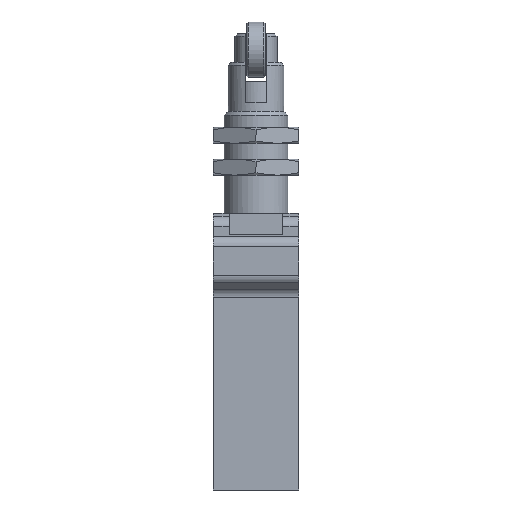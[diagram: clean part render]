
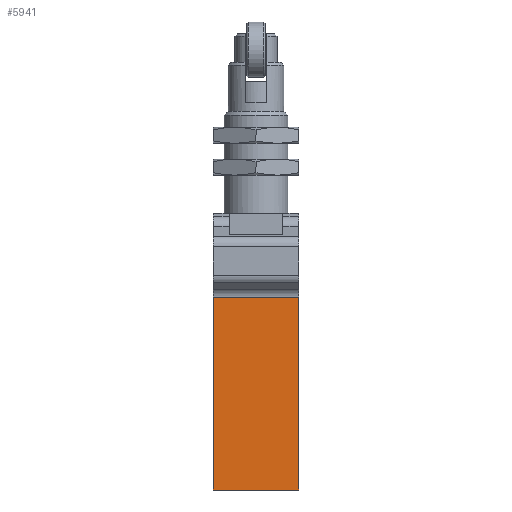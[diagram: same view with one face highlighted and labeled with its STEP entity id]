
A CAD part, left-side view. The second image highlights one B-rep face of the part: STEP entity #5941.
In plain terms, the highlighted planar face has unit normal (-1, 0, 0).
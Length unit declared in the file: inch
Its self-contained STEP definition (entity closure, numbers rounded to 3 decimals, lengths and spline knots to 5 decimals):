
#344 = DIRECTION ( 'NONE',  ( 0., -1., 0. ) ) ;
#492 = EDGE_CURVE ( 'NONE', #2647, #4012, #8590, .T. ) ;
#716 = VERTEX_POINT ( 'NONE', #3224 ) ;
#928 = DIRECTION ( 'NONE',  ( 0., 0., -1. ) ) ;
#1029 = VECTOR ( 'NONE', #344, 39.37008 ) ;
#1076 = ORIENTED_EDGE ( 'NONE', *, *, #5297, .T. ) ;
#2078 = ORIENTED_EDGE ( 'NONE', *, *, #492, .T. ) ;
#2173 = ORIENTED_EDGE ( 'NONE', *, *, #3848, .T. ) ;
#2260 = EDGE_LOOP ( 'NONE', ( #2078, #1076, #2173, #8985 ) ) ;
#2528 = AXIS2_PLACEMENT_3D ( 'NONE', #6421, #6369, #8608 ) ;
#2647 = VERTEX_POINT ( 'NONE', #6929 ) ;
#2996 = LINE ( 'NONE', #8260, #4928 ) ;
#3224 = CARTESIAN_POINT ( 'NONE',  ( -0.59055, 0., -0.26687 ) ) ;
#3771 = DIRECTION ( 'NONE',  ( 0., 1., 0. ) ) ;
#3848 = EDGE_CURVE ( 'NONE', #3852, #716, #2996, .T. ) ;
#3852 = VERTEX_POINT ( 'NONE', #6587 ) ;
#4012 = VERTEX_POINT ( 'NONE', #6340 ) ;
#4132 = PLANE ( 'NONE',  #2528 ) ;
#4854 = CARTESIAN_POINT ( 'NONE',  ( -0.59055, 0., -1.69291 ) ) ;
#4928 = VECTOR ( 'NONE', #3771, 39.37008 ) ;
#5047 = DIRECTION ( 'NONE',  ( 0., 0., 1. ) ) ;
#5104 = VECTOR ( 'NONE', #928, 39.37008 ) ;
#5297 = EDGE_CURVE ( 'NONE', #4012, #3852, #8731, .T. ) ;
#5560 = CARTESIAN_POINT ( 'NONE',  ( -0.59055, 0., -1.5748 ) ) ;
#5822 = CARTESIAN_POINT ( 'NONE',  ( -0.59055, -0.62992, -0.61024 ) ) ;
#5941 = ADVANCED_FACE ( 'NONE', ( #7834 ), #4132, .T. ) ;
#6340 = CARTESIAN_POINT ( 'NONE',  ( -0.59055, -0.62992, -1.69291 ) ) ;
#6369 = DIRECTION ( 'NONE',  ( -1., 0., 0. ) ) ;
#6421 = CARTESIAN_POINT ( 'NONE',  ( -0.59055, 0., -1.5748 ) ) ;
#6578 = VECTOR ( 'NONE', #5047, 39.37008 ) ;
#6587 = CARTESIAN_POINT ( 'NONE',  ( -0.59055, -0.62992, -0.26687 ) ) ;
#6929 = CARTESIAN_POINT ( 'NONE',  ( -0.59055, 0., -1.69291 ) ) ;
#7834 = FACE_OUTER_BOUND ( 'NONE', #2260, .T. ) ;
#8260 = CARTESIAN_POINT ( 'NONE',  ( -0.59055, 0., -0.26687 ) ) ;
#8427 = LINE ( 'NONE', #5560, #5104 ) ;
#8590 = LINE ( 'NONE', #4854, #1029 ) ;
#8608 = DIRECTION ( 'NONE',  ( 0., 0., 1. ) ) ;
#8731 = LINE ( 'NONE', #5822, #6578 ) ;
#8985 = ORIENTED_EDGE ( 'NONE', *, *, #9068, .T. ) ;
#9068 = EDGE_CURVE ( 'NONE', #716, #2647, #8427, .T. ) ;
